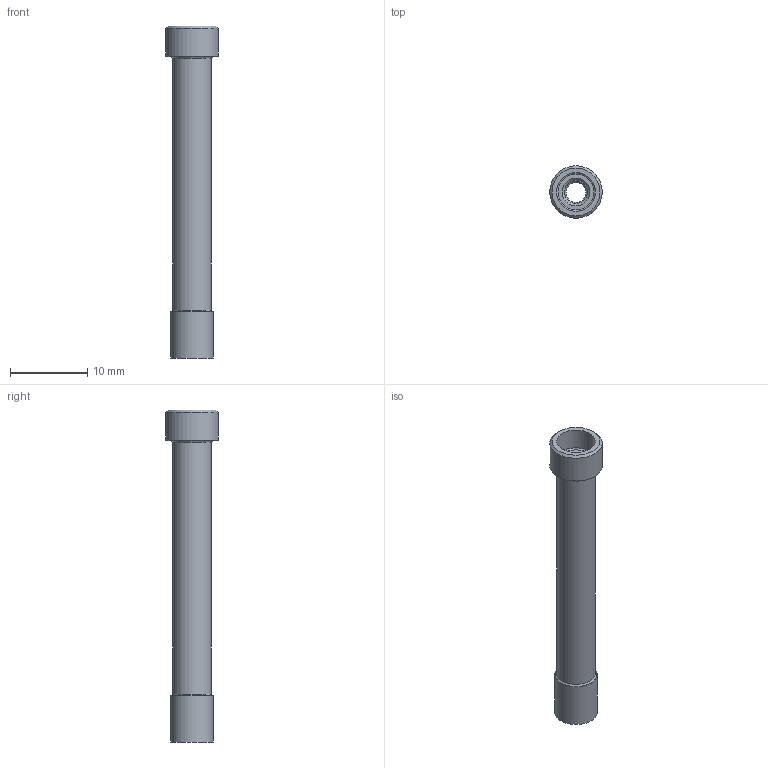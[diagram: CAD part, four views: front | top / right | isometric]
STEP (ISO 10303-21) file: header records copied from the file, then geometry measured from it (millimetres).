
FILE_DESCRIPTION(/* description */ ('Unknown'),/* implementation_level */ '2;1');
FILE_NAME(/* name */ 'D0284-DD-23262 Tube antivib JG',/* time_stamp */ '2023-10-18T10:06:14+02:00',/* author */ ('Unknown'),/* organization */ ('Unknown'),/* preprocessor_version */ 'ST-DEVELOPER v18.102',/* originating_system */ 'Solid Edge',/* authorisation */ 'Unknown');
FILE_SCHEMA (('AUTOMOTIVE_DESIGN {1 0 10303 214 3 1 1}'));
Length unit declared in the file: millimetre
Products named in the file (1): Tube
Bounding box: 6.8 x 6.8 x 43 mm (x, y, z)
Volume: 600.6 mm3; surface area: 1184.9 mm2
Topology: 1 solids, 1 shells, 19 faces, 36 edges, 23 vertices
Faces by surface type: plane 6, cylinder 6, cone 4, torus 3
Full cylindrical faces by diameter (mm): 2.57 x1, 3 x1, 5 x2, 5.5 x1, 6.8 x1
Entity records: 418 total; most frequent: DIRECTION 78, CARTESIAN_POINT 58, AXIS2_PLACEMENT_3D 39, ORIENTED_EDGE 38, EDGE_LOOP 38, FACE_BOUND 38, EDGE_CURVE 19, VERTEX_POINT 19
